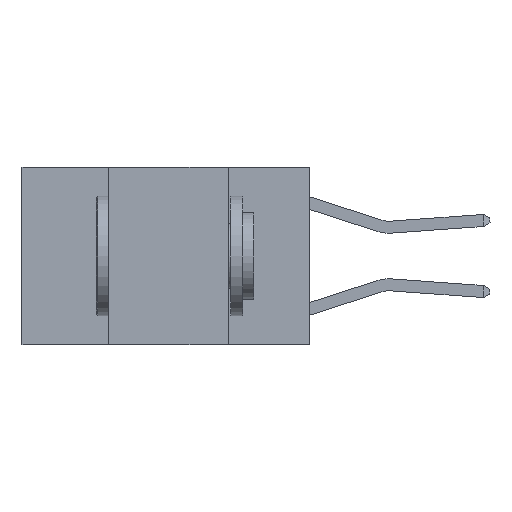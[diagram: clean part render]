
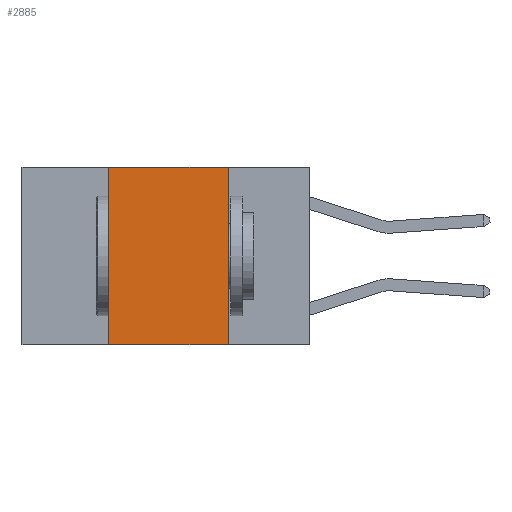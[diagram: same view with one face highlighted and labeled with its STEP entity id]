
A CAD part, left-side view. The second image highlights one B-rep face of the part: STEP entity #2885.
In plain terms, the highlighted planar face has unit normal (-1, 0, 0).
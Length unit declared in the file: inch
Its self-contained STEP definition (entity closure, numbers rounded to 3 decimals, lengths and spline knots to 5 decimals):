
#50 = AXIS2_PLACEMENT_3D ( 'NONE', #6775, #8298, #3748 ) ;
#107 = CARTESIAN_POINT ( 'NONE',  ( 0., 0.42, 0. ) ) ;
#227 = CARTESIAN_POINT ( 'NONE',  ( 0., 0.6, 0. ) ) ;
#1460 = VECTOR ( 'NONE', #5111, 39.37008 ) ;
#1645 = DIRECTION ( 'NONE',  ( 0., -1., 0. ) ) ;
#2339 = LINE ( 'NONE', #4702, #3837 ) ;
#2449 = DIRECTION ( 'NONE',  ( 0., 0., 1. ) ) ;
#2607 = VECTOR ( 'NONE', #7992, 39.37008 ) ;
#2707 = VECTOR ( 'NONE', #1645, 39.37008 ) ;
#2885 = ADVANCED_FACE ( 'NONE', ( #3860 ), #3017, .F. ) ;
#3017 = PLANE ( 'NONE',  #50 ) ;
#3020 = EDGE_CURVE ( 'NONE', #4922, #9331, #6710, .T. ) ;
#3748 = DIRECTION ( 'NONE',  ( 0., 0., -1. ) ) ;
#3770 = EDGE_CURVE ( 'NONE', #4544, #4922, #2339, .T. ) ;
#3837 = VECTOR ( 'NONE', #2449, 39.37008 ) ;
#3860 = FACE_OUTER_BOUND ( 'NONE', #7170, .T. ) ;
#4113 = CARTESIAN_POINT ( 'NONE',  ( 0., 0.42, -0.37 ) ) ;
#4508 = ORIENTED_EDGE ( 'NONE', *, *, #8928, .F. ) ;
#4544 = VERTEX_POINT ( 'NONE', #4113 ) ;
#4702 = CARTESIAN_POINT ( 'NONE',  ( 0., 0.42, 0. ) ) ;
#4922 = VERTEX_POINT ( 'NONE', #107 ) ;
#5111 = DIRECTION ( 'NONE',  ( 0., -1., 0. ) ) ;
#5366 = CARTESIAN_POINT ( 'NONE',  ( 0., 0.17, 0. ) ) ;
#6710 = LINE ( 'NONE', #227, #2707 ) ;
#6775 = CARTESIAN_POINT ( 'NONE',  ( 0., 0.6, 0. ) ) ;
#7170 = EDGE_LOOP ( 'NONE', ( #4508, #9038, #7249, #9260 ) ) ;
#7220 = CARTESIAN_POINT ( 'NONE',  ( 0., 0.17, 0. ) ) ;
#7249 = ORIENTED_EDGE ( 'NONE', *, *, #3770, .F. ) ;
#7456 = VERTEX_POINT ( 'NONE', #7674 ) ;
#7674 = CARTESIAN_POINT ( 'NONE',  ( 0., 0.17, -0.37 ) ) ;
#7684 = LINE ( 'NONE', #8916, #1460 ) ;
#7992 = DIRECTION ( 'NONE',  ( 0., 0., -1. ) ) ;
#8298 = DIRECTION ( 'NONE',  ( 1., 0., 0. ) ) ;
#8401 = LINE ( 'NONE', #7220, #2607 ) ;
#8601 = EDGE_CURVE ( 'NONE', #4544, #7456, #7684, .T. ) ;
#8916 = CARTESIAN_POINT ( 'NONE',  ( 0., 0.6, -0.37 ) ) ;
#8928 = EDGE_CURVE ( 'NONE', #9331, #7456, #8401, .T. ) ;
#9038 = ORIENTED_EDGE ( 'NONE', *, *, #3020, .F. ) ;
#9260 = ORIENTED_EDGE ( 'NONE', *, *, #8601, .T. ) ;
#9331 = VERTEX_POINT ( 'NONE', #5366 ) ;
